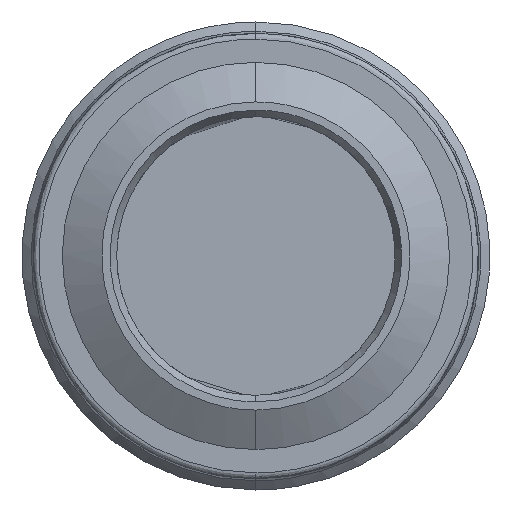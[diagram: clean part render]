
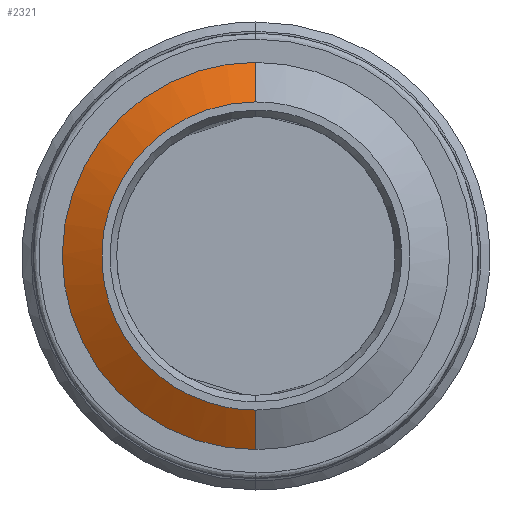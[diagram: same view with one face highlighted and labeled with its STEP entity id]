
A CAD part, front view. The second image highlights one B-rep face of the part: STEP entity #2321.
In plain terms, the highlighted free-form (B-spline) face has degree [1, 3] with [2, 7] control points.
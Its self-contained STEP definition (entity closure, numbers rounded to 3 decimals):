
#5 = EDGE_CURVE ( 'NONE', #1982, #2265, #2117, .T. ) ;
#13 = CARTESIAN_POINT ( 'NONE',  ( -0.886, -5.5, 6.75 ) ) ;
#209 = CARTESIAN_POINT ( 'NONE',  ( -6.75, -5.5, 3.954 ) ) ;
#315 = EDGE_LOOP ( 'NONE', ( #3458, #1860, #2153, #961 ) ) ;
#355 = CARTESIAN_POINT ( 'NONE',  ( -4.146, -5.5, 5.4 ) ) ;
#416 = CARTESIAN_POINT ( 'NONE',  ( 0., -4.5, -8.482 ) ) ;
#418 = CARTESIAN_POINT ( 'NONE',  ( -5.604, -4.5, -6.392 ) ) ;
#488 = CARTESIAN_POINT ( 'NONE',  ( 0., -5.5, 6.75 ) ) ;
#507 = CARTESIAN_POINT ( 'NONE',  ( -4.969, -4.5, 8.482 ) ) ;
#557 = CARTESIAN_POINT ( 'NONE',  ( 0., -5.5, 6.75 ) ) ;
#630 = CARTESIAN_POINT ( 'NONE',  ( -5.4, -5.5, -4.146 ) ) ;
#756 = CARTESIAN_POINT ( 'NONE',  ( -6.743, -4.5, -5.175 ) ) ;
#848 = CARTESIAN_POINT ( 'NONE',  ( 0., -5.5, -6.75 ) ) ;
#961 = ORIENTED_EDGE ( 'NONE', *, *, #3884, .F. ) ;
#1004 = CARTESIAN_POINT ( 'NONE',  ( -3.402, -5.5, 5.897 ) ) ;
#1033 = CARTESIAN_POINT ( 'NONE',  ( 0., -4.5, 8.482 ) ) ;
#1104 = CARTESIAN_POINT ( 'NONE',  ( -7.362, -4.5, -4.249 ) ) ;
#1164 = B_SPLINE_CURVE_WITH_KNOTS ( 'NONE', 3,
 ( #3465, #3422, #4094, #2765, #2090, #2107, #2733, #2425, #418, #3436, #756, #1104, #3454, #3100, #1730, #3068, #3774, #1432, #3798, #1778, #4123, #1760, #2125, #1794, #3479, #2478, #3841, #4191, #1807, #3866, #3144, #3508, #1502, #3855 ),
 .UNSPECIFIED., .F., .F.,
 ( 4, 2, 2, 2, 2, 2, 2, 2, 2, 2, 2, 2, 2, 2, 2, 2, 4 ),
 ( 0., 0.196, 0.393, 0.589, 0.785, 0.982, 1.178, 1.374, 1.571, 1.767, 1.963, 2.16, 2.356, 2.553, 2.749, 2.945, 3.142 ),
 .UNSPECIFIED. ) ;
#1195 = CARTESIAN_POINT ( 'NONE',  ( -3.954, -5.5, -6.75 ) ) ;
#1282 = CARTESIAN_POINT ( 'NONE',  ( -6.75, -5.5, -0.886 ) ) ;
#1316 = CARTESIAN_POINT ( 'NONE',  ( -5.4, -5.5, 4.146 ) ) ;
#1330 = B_SPLINE_CURVE_WITH_KNOTS ( 'NONE', 3,
 ( #4334, #13, #1635, #1004, #355, #1316, #2362, #2349, #1996, #1282, #3356, #4037, #630, #4320, #1332, #2319, #2334, #3009 ),
 .UNSPECIFIED., .F., .F.,
 ( 4, 2, 2, 2, 2, 2, 2, 2, 4 ),
 ( 0., 0.393, 0.785, 1.178, 1.571, 1.963, 2.356, 2.749, 3.142 ),
 .UNSPECIFIED. ) ;
#1332 = CARTESIAN_POINT ( 'NONE',  ( -3.402, -5.5, -5.897 ) ) ;
#1432 = CARTESIAN_POINT ( 'NONE',  ( -8.482, -4.5, 0.557 ) ) ;
#1493 = CARTESIAN_POINT ( 'NONE',  ( -4.969, -4.5, -8.482 ) ) ;
#1502 = CARTESIAN_POINT ( 'NONE',  ( -0.557, -4.5, 8.482 ) ) ;
#1542 = CARTESIAN_POINT ( 'NONE',  ( -6.75, -5.5, -3.954 ) ) ;
#1635 = CARTESIAN_POINT ( 'NONE',  ( -1.764, -5.5, 6.575 ) ) ;
#1690 = B_SPLINE_CURVE_WITH_KNOTS ( 'NONE', 1,
 ( #416, #3404 ),
 .UNSPECIFIED., .F., .F.,
 ( 2, 2 ),
 ( -1., 0. ),
 .UNSPECIFIED. ) ;
#1730 = CARTESIAN_POINT ( 'NONE',  ( -8.21, -4.5, -2.201 ) ) ;
#1760 = CARTESIAN_POINT ( 'NONE',  ( -7.623, -4.5, 3.76 ) ) ;
#1778 = CARTESIAN_POINT ( 'NONE',  ( -8.21, -4.5, 2.201 ) ) ;
#1794 = CARTESIAN_POINT ( 'NONE',  ( -6.743, -4.5, 5.175 ) ) ;
#1807 = CARTESIAN_POINT ( 'NONE',  ( -3.76, -4.5, 7.623 ) ) ;
#1842 = CARTESIAN_POINT ( 'NONE',  ( -8.482, -4.5, 4.969 ) ) ;
#1856 = CARTESIAN_POINT ( 'NONE',  ( 0., -4.5, 8.482 ) ) ;
#1860 = ORIENTED_EDGE ( 'NONE', *, *, #3004, .F. ) ;
#1982 = VERTEX_POINT ( 'NONE', #488 ) ;
#1996 = CARTESIAN_POINT ( 'NONE',  ( -6.75, -5.5, 0.886 ) ) ;
#2032 = CARTESIAN_POINT ( 'NONE',  ( 0., -5.5, 6.75 ) ) ;
#2071 = CARTESIAN_POINT ( 'NONE',  ( 0., -5.5, -6.75 ) ) ;
#2090 = CARTESIAN_POINT ( 'NONE',  ( -2.731, -4.5, -8.05 ) ) ;
#2107 = CARTESIAN_POINT ( 'NONE',  ( -3.76, -4.5, -7.623 ) ) ;
#2117 = B_SPLINE_CURVE_WITH_KNOTS ( 'NONE', 1,
 ( #2032, #1033 ),
 .UNSPECIFIED., .F., .F.,
 ( 2, 2 ),
 ( -1., 0. ),
 .UNSPECIFIED. ) ;
#2119 = CARTESIAN_POINT ( 'NONE',  ( 0., -4.5, -8.482 ) ) ;
#2125 = CARTESIAN_POINT ( 'NONE',  ( -7.362, -4.5, 4.249 ) ) ;
#2153 = ORIENTED_EDGE ( 'NONE', *, *, #3919, .T. ) ;
#2211 = CARTESIAN_POINT ( 'NONE',  ( 0., -4.5, 8.482 ) ) ;
#2265 = VERTEX_POINT ( 'NONE', #1856 ) ;
#2319 = CARTESIAN_POINT ( 'NONE',  ( -1.764, -5.5, -6.575 ) ) ;
#2321 = ADVANCED_FACE ( 'NONE', ( #2862 ), #4129, .F. ) ;
#2334 = CARTESIAN_POINT ( 'NONE',  ( -0.886, -5.5, -6.75 ) ) ;
#2349 = CARTESIAN_POINT ( 'NONE',  ( -6.575, -5.5, 1.764 ) ) ;
#2362 = CARTESIAN_POINT ( 'NONE',  ( -5.897, -5.5, 3.402 ) ) ;
#2425 = CARTESIAN_POINT ( 'NONE',  ( -5.175, -4.5, -6.743 ) ) ;
#2478 = CARTESIAN_POINT ( 'NONE',  ( -5.604, -4.5, 6.392 ) ) ;
#2565 = CARTESIAN_POINT ( 'NONE',  ( -3.954, -5.5, 6.75 ) ) ;
#2704 = VERTEX_POINT ( 'NONE', #2119 ) ;
#2733 = CARTESIAN_POINT ( 'NONE',  ( -4.249, -4.5, -7.362 ) ) ;
#2765 = CARTESIAN_POINT ( 'NONE',  ( -2.201, -4.5, -8.21 ) ) ;
#2862 = FACE_OUTER_BOUND ( 'NONE', #315, .T. ) ;
#3004 = EDGE_CURVE ( 'NONE', #2704, #2265, #1164, .T. ) ;
#3009 = CARTESIAN_POINT ( 'NONE',  ( 0., -5.5, -6.75 ) ) ;
#3068 = CARTESIAN_POINT ( 'NONE',  ( -8.428, -4.5, -1.109 ) ) ;
#3100 = CARTESIAN_POINT ( 'NONE',  ( -8.05, -4.5, -2.731 ) ) ;
#3144 = CARTESIAN_POINT ( 'NONE',  ( -2.201, -4.5, 8.21 ) ) ;
#3204 = CARTESIAN_POINT ( 'NONE',  ( -8.482, -4.5, 0. ) ) ;
#3356 = CARTESIAN_POINT ( 'NONE',  ( -6.575, -5.5, -1.764 ) ) ;
#3404 = CARTESIAN_POINT ( 'NONE',  ( 0., -5.5, -6.75 ) ) ;
#3422 = CARTESIAN_POINT ( 'NONE',  ( -0.557, -4.5, -8.482 ) ) ;
#3436 = CARTESIAN_POINT ( 'NONE',  ( -6.392, -4.5, -5.604 ) ) ;
#3454 = CARTESIAN_POINT ( 'NONE',  ( -7.623, -4.5, -3.76 ) ) ;
#3458 = ORIENTED_EDGE ( 'NONE', *, *, #5, .T. ) ;
#3465 = CARTESIAN_POINT ( 'NONE',  ( 0., -4.5, -8.482 ) ) ;
#3479 = CARTESIAN_POINT ( 'NONE',  ( -6.392, -4.5, 5.604 ) ) ;
#3508 = CARTESIAN_POINT ( 'NONE',  ( -1.109, -4.5, 8.428 ) ) ;
#3774 = CARTESIAN_POINT ( 'NONE',  ( -8.482, -4.5, -0.557 ) ) ;
#3798 = CARTESIAN_POINT ( 'NONE',  ( -8.428, -4.5, 1.109 ) ) ;
#3841 = CARTESIAN_POINT ( 'NONE',  ( -5.175, -4.5, 6.743 ) ) ;
#3845 = CARTESIAN_POINT ( 'NONE',  ( -8.482, -4.5, -4.969 ) ) ;
#3855 = CARTESIAN_POINT ( 'NONE',  ( 0., -4.5, 8.482 ) ) ;
#3866 = CARTESIAN_POINT ( 'NONE',  ( -2.731, -4.5, 8.05 ) ) ;
#3884 = EDGE_CURVE ( 'NONE', #1982, #3908, #1330, .T. ) ;
#3908 = VERTEX_POINT ( 'NONE', #2071 ) ;
#3919 = EDGE_CURVE ( 'NONE', #2704, #3908, #1690, .T. ) ;
#4037 = CARTESIAN_POINT ( 'NONE',  ( -5.897, -5.5, -3.402 ) ) ;
#4094 = CARTESIAN_POINT ( 'NONE',  ( -1.109, -4.5, -8.428 ) ) ;
#4123 = CARTESIAN_POINT ( 'NONE',  ( -8.05, -4.5, 2.731 ) ) ;
#4129 =( BOUNDED_SURFACE ( )  B_SPLINE_SURFACE ( 1, 3, ( 
 ( #848, #1195, #1542, #4235, #209, #2565, #557 ),
 ( #4203, #1493, #3845, #3204, #1842, #507, #2211 ) ),
 .UNSPECIFIED., .F., .F., .T. ) 
 B_SPLINE_SURFACE_WITH_KNOTS ( ( 2, 2 ),
 ( 4, 3, 4 ),
 ( 0., 1. ),
 ( 0., 0.5, 1. ),
 .UNSPECIFIED. ) 
 GEOMETRIC_REPRESENTATION_ITEM ( )  RATIONAL_B_SPLINE_SURFACE ( (
 ( 1., 0.805, 0.805, 1., 0.805, 0.805, 1.),
 ( 1., 0.805, 0.805, 1., 0.805, 0.805, 1.) ) ) 
 REPRESENTATION_ITEM ( '' )  SURFACE ( )  );
#4191 = CARTESIAN_POINT ( 'NONE',  ( -4.249, -4.5, 7.362 ) ) ;
#4203 = CARTESIAN_POINT ( 'NONE',  ( 0., -4.5, -8.482 ) ) ;
#4235 = CARTESIAN_POINT ( 'NONE',  ( -6.75, -5.5, 0. ) ) ;
#4320 = CARTESIAN_POINT ( 'NONE',  ( -4.146, -5.5, -5.4 ) ) ;
#4334 = CARTESIAN_POINT ( 'NONE',  ( 0., -5.5, 6.75 ) ) ;
